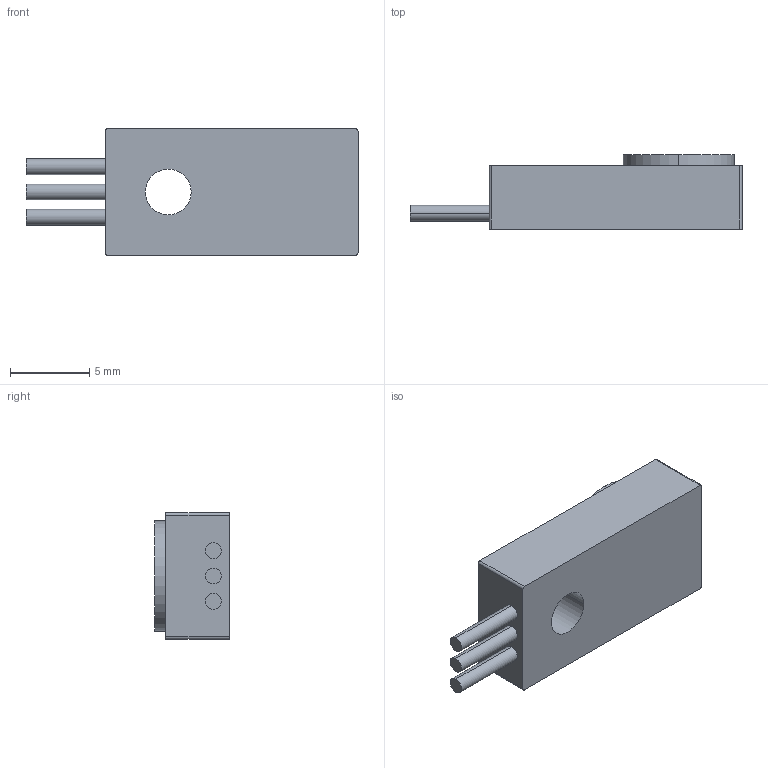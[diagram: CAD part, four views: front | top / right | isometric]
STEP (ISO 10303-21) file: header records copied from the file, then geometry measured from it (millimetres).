
FILE_DESCRIPTION((''),'2;1');
FILE_NAME('F79_E000232A','2006-10-11T',('Pepperl+Fuchs'),('Industriehansa'),'PRO/ENGINEER BY PARAMETRIC TECHNOLOGY CORPORATION, 2005290','PRO/ENGINEER BY PARAMETRIC TECHNOLOGY CORPORATION, 2005290','');
FILE_SCHEMA(('AUTOMOTIVE_DESIGN_CC2 { 1 2 10303 214 -1 1 5 2 }'));
Length unit declared in the file: millimetre
Products named in the file (1): F79_E000232A
Bounding box: 21 x 4.7 x 8 mm (x, y, z)
Volume: 512.4 mm3; surface area: 527.8 mm2
Topology: 1 solids, 1 shells, 26 faces, 111 edges, 96 vertices
Faces by surface type: cylinder 14, plane 10, cone 2
Entity records: 1626 total; most frequent: DIRECTION 211, CARTESIAN_POINT 176, PRESENTATION_STYLE_ASSIGNMENT 134, STYLED_ITEM 125, CURVE_STYLE 118, ORIENTED_EDGE 116, AXIS2_PLACEMENT_3D 73, VECTOR 65
